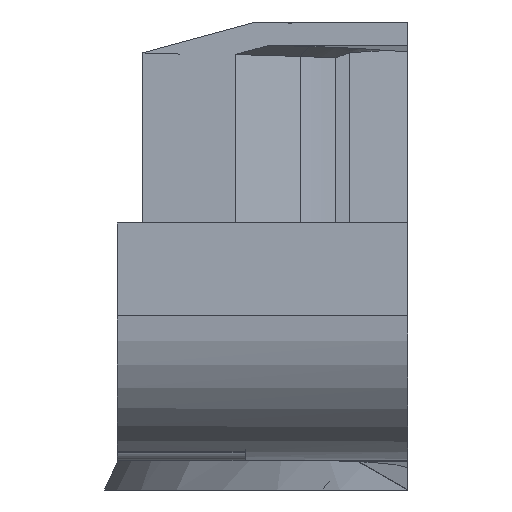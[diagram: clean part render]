
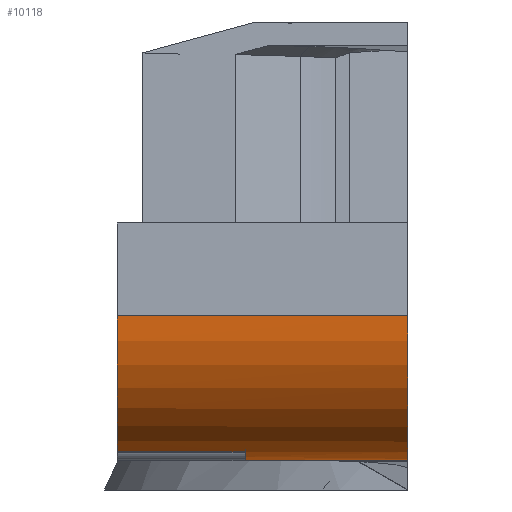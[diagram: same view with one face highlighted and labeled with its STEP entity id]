
A CAD part, left-side view. The second image highlights one B-rep face of the part: STEP entity #10118.
In plain terms, the highlighted cylindrical face has radius 5 mm (diameter 10 mm), a partial arc.
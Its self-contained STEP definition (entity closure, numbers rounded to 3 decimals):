
#125 = CARTESIAN_POINT ( 'NONE',  ( -87.5, 6.8, 6. ) ) ;
#379 = CARTESIAN_POINT ( 'NONE',  ( -92.5, 6.8, 6. ) ) ;
#467 = VERTEX_POINT ( 'NONE', #5808 ) ;
#486 = VERTEX_POINT ( 'NONE', #9365 ) ;
#519 = CARTESIAN_POINT ( 'NONE',  ( -87.5, 2.4, 6. ) ) ;
#563 = DIRECTION ( 'NONE',  ( 0., 1., 0. ) ) ;
#676 = CIRCLE ( 'NONE', #4194, 5. ) ;
#737 = CARTESIAN_POINT ( 'NONE',  ( -92.5, -3.2, 6. ) ) ;
#1244 = FACE_OUTER_BOUND ( 'NONE', #2232, .T. ) ;
#1272 = ORIENTED_EDGE ( 'NONE', *, *, #9258, .T. ) ;
#1324 = DIRECTION ( 'NONE',  ( 0., -1., 0. ) ) ;
#1332 = EDGE_CURVE ( 'NONE', #14241, #14209, #1401, .T. ) ;
#1401 = LINE ( 'NONE', #10486, #5072 ) ;
#1578 = ORIENTED_EDGE ( 'NONE', *, *, #1332, .T. ) ;
#1898 = EDGE_CURVE ( 'NONE', #486, #11220, #14517, .T. ) ;
#2232 = EDGE_LOOP ( 'NONE', ( #1272, #1578, #4515, #14793, #13401, #12139 ) ) ;
#2346 = CIRCLE ( 'NONE', #2517, 5. ) ;
#2433 = CARTESIAN_POINT ( 'NONE',  ( -89.269, 6.8, 1.324 ) ) ;
#2517 = AXIS2_PLACEMENT_3D ( 'NONE', #519, #14787, #12427 ) ;
#2519 = DIRECTION ( 'NONE',  ( 0., 0., 1. ) ) ;
#3529 = CARTESIAN_POINT ( 'NONE',  ( -87.5, 6.8, 6. ) ) ;
#3891 = DIRECTION ( 'NONE',  ( 0., 1., 0. ) ) ;
#4016 = CARTESIAN_POINT ( 'NONE',  ( -87.5, -3.2, 6. ) ) ;
#4194 = AXIS2_PLACEMENT_3D ( 'NONE', #4016, #563, #8809 ) ;
#4515 = ORIENTED_EDGE ( 'NONE', *, *, #11806, .T. ) ;
#4689 = DIRECTION ( 'NONE',  ( 0., 1., 0. ) ) ;
#5072 = VECTOR ( 'NONE', #15325, 1000. ) ;
#5653 = LINE ( 'NONE', #379, #10639 ) ;
#5808 = CARTESIAN_POINT ( 'NONE',  ( -92.5, 6.8, 6. ) ) ;
#6983 = CIRCLE ( 'NONE', #11207, 5. ) ;
#7195 = DIRECTION ( 'NONE',  ( 0., 0., -1. ) ) ;
#7577 = CARTESIAN_POINT ( 'NONE',  ( -87.5, 2.4, 1. ) ) ;
#7704 = CYLINDRICAL_SURFACE ( 'NONE', #9032, 5. ) ;
#8402 = CARTESIAN_POINT ( 'NONE',  ( -87.5, -3.2, 1. ) ) ;
#8551 = CARTESIAN_POINT ( 'NONE',  ( -89.269, 6.8, 1.324 ) ) ;
#8809 = DIRECTION ( 'NONE',  ( -1., 0., 0. ) ) ;
#9032 = AXIS2_PLACEMENT_3D ( 'NONE', #3529, #11827, #7195 ) ;
#9258 = EDGE_CURVE ( 'NONE', #486, #14241, #2346, .T. ) ;
#9365 = CARTESIAN_POINT ( 'NONE',  ( -89.269, 2.4, 1.324 ) ) ;
#10026 = EDGE_CURVE ( 'NONE', #467, #11220, #6983, .T. ) ;
#10118 = ADVANCED_FACE ( 'NONE', ( #1244 ), #7704, .T. ) ;
#10203 = EDGE_CURVE ( 'NONE', #15012, #467, #5653, .T. ) ;
#10486 = CARTESIAN_POINT ( 'NONE',  ( -87.5, -3.2, 1. ) ) ;
#10639 = VECTOR ( 'NONE', #3891, 1000. ) ;
#10975 = VECTOR ( 'NONE', #4689, 1000. ) ;
#11207 = AXIS2_PLACEMENT_3D ( 'NONE', #125, #1324, #2519 ) ;
#11220 = VERTEX_POINT ( 'NONE', #8551 ) ;
#11806 = EDGE_CURVE ( 'NONE', #14209, #15012, #676, .T. ) ;
#11827 = DIRECTION ( 'NONE',  ( 0., -1., 0. ) ) ;
#12139 = ORIENTED_EDGE ( 'NONE', *, *, #1898, .F. ) ;
#12427 = DIRECTION ( 'NONE',  ( 0., 0., -1. ) ) ;
#13401 = ORIENTED_EDGE ( 'NONE', *, *, #10026, .T. ) ;
#14209 = VERTEX_POINT ( 'NONE', #8402 ) ;
#14241 = VERTEX_POINT ( 'NONE', #7577 ) ;
#14517 = LINE ( 'NONE', #2433, #10975 ) ;
#14787 = DIRECTION ( 'NONE',  ( 0., -1., 0. ) ) ;
#14793 = ORIENTED_EDGE ( 'NONE', *, *, #10203, .T. ) ;
#15012 = VERTEX_POINT ( 'NONE', #737 ) ;
#15325 = DIRECTION ( 'NONE',  ( 0., -1., 0. ) ) ;
